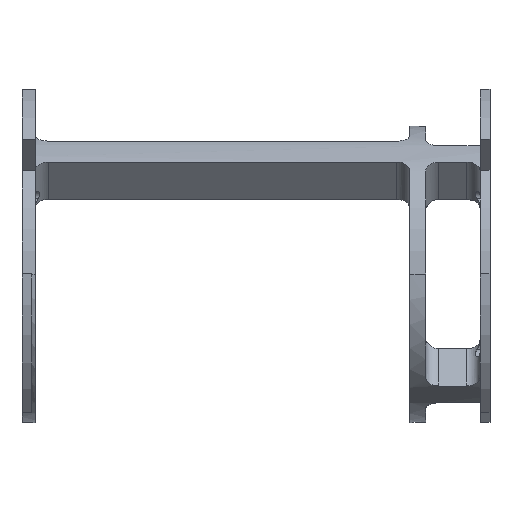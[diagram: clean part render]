
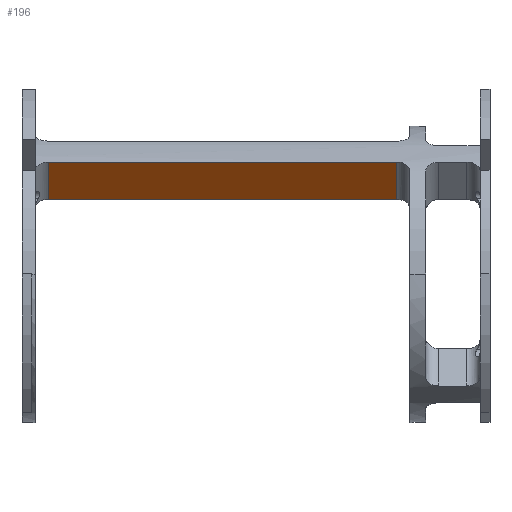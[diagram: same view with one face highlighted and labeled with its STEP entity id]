
A CAD part, top view. The second image highlights one B-rep face of the part: STEP entity #196.
In plain terms, the highlighted planar face has unit normal (0, -0.655, 0.755).
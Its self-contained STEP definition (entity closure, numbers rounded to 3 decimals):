
#21 = ORIENTED_EDGE ( 'NONE', *, *, #731, .T. ) ;
#196 = ADVANCED_FACE ( 'NONE', ( #3966 ), #5103, .F. ) ;
#501 = DIRECTION ( 'NONE',  ( 1., 0., 0. ) ) ;
#731 = EDGE_CURVE ( 'NONE', #3155, #6527, #5393, .T. ) ;
#736 = CARTESIAN_POINT ( 'NONE',  ( -35.325, 11.329, 9.831 ) ) ;
#1280 = VERTEX_POINT ( 'NONE', #6693 ) ;
#1287 = ORIENTED_EDGE ( 'NONE', *, *, #4338, .T. ) ;
#1667 = CARTESIAN_POINT ( 'NONE',  ( -35.325, 16.994, 14.747 ) ) ;
#1784 = DIRECTION ( 'NONE',  ( 0., 0.755, 0.655 ) ) ;
#1841 = CARTESIAN_POINT ( 'NONE',  ( 21.325, 16.994, 14.747 ) ) ;
#1944 = CARTESIAN_POINT ( 'NONE',  ( -31.5, 16.994, 14.747 ) ) ;
#1961 = CARTESIAN_POINT ( 'NONE',  ( 21.325, 11.329, 9.831 ) ) ;
#2051 = LINE ( 'NONE', #2549, #3398 ) ;
#2119 = EDGE_CURVE ( 'NONE', #5066, #1280, #2051, .T. ) ;
#2491 = LINE ( 'NONE', #736, #5383 ) ;
#2545 = VECTOR ( 'NONE', #501, 1000. ) ;
#2549 = CARTESIAN_POINT ( 'NONE',  ( -31.5, 11.329, 9.831 ) ) ;
#2658 = DIRECTION ( 'NONE',  ( 0., -0.755, -0.655 ) ) ;
#2833 = ORIENTED_EDGE ( 'NONE', *, *, #2119, .T. ) ;
#3155 = VERTEX_POINT ( 'NONE', #3192 ) ;
#3192 = CARTESIAN_POINT ( 'NONE',  ( 21.325, 11.329, 9.831 ) ) ;
#3398 = VECTOR ( 'NONE', #2658, 1000. ) ;
#3848 = VECTOR ( 'NONE', #1784, 1000. ) ;
#3966 = FACE_OUTER_BOUND ( 'NONE', #4427, .T. ) ;
#4168 = DIRECTION ( 'NONE',  ( 1., 0., 0. ) ) ;
#4338 = EDGE_CURVE ( 'NONE', #1280, #3155, #2491, .T. ) ;
#4427 = EDGE_LOOP ( 'NONE', ( #1287, #21, #5538, #2833 ) ) ;
#4628 = AXIS2_PLACEMENT_3D ( 'NONE', #5141, #5077, #5076 ) ;
#5066 = VERTEX_POINT ( 'NONE', #1944 ) ;
#5076 = DIRECTION ( 'NONE',  ( 0., 0.755, 0.655 ) ) ;
#5077 = DIRECTION ( 'NONE',  ( 0., 0.655, -0.755 ) ) ;
#5103 = PLANE ( 'NONE',  #4628 ) ;
#5141 = CARTESIAN_POINT ( 'NONE',  ( -35.325, 11.329, 9.831 ) ) ;
#5383 = VECTOR ( 'NONE', #4168, 1000. ) ;
#5393 = LINE ( 'NONE', #1961, #3848 ) ;
#5538 = ORIENTED_EDGE ( 'NONE', *, *, #6935, .F. ) ;
#5816 = LINE ( 'NONE', #1667, #2545 ) ;
#6527 = VERTEX_POINT ( 'NONE', #1841 ) ;
#6693 = CARTESIAN_POINT ( 'NONE',  ( -31.5, 11.329, 9.831 ) ) ;
#6935 = EDGE_CURVE ( 'NONE', #5066, #6527, #5816, .T. ) ;
